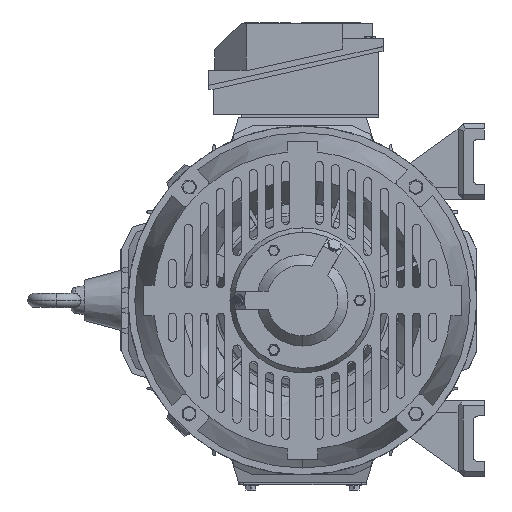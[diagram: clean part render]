
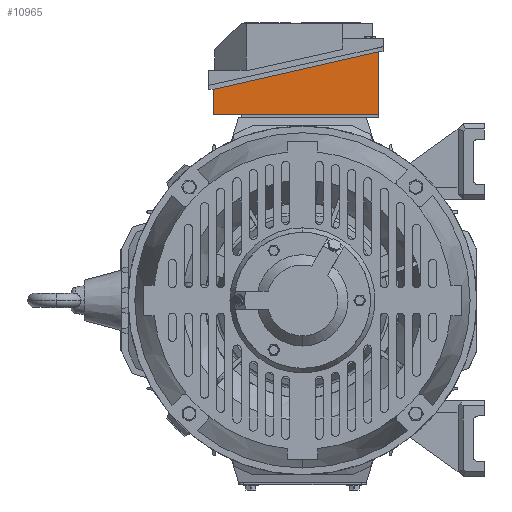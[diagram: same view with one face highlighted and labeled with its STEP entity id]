
A CAD part, left-side view. The second image highlights one B-rep face of the part: STEP entity #10965.
In plain terms, the highlighted face is planar.
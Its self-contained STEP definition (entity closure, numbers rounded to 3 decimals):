
#10699 = VERTEX_POINT ( 'NONE', #66839 ) ;
#10708 = VERTEX_POINT ( 'NONE', #66813 ) ;
#10719 = VERTEX_POINT ( 'NONE', #66914 ) ;
#10742 = EDGE_CURVE ( 'NONE', #10699, #10708, #66965, .T. ) ;
#10792 = VERTEX_POINT ( 'NONE', #67056 ) ;
#10797 = EDGE_CURVE ( 'NONE', #10792, #10719, #67148, .T. ) ;
#10965 = ADVANCED_FACE ( 'NONE', ( #67695 ), #67694, .F. ) ;
#11040 = EDGE_CURVE ( 'NONE', #10708, #10719, #67825, .T. ) ;
#11067 = ORIENTED_EDGE ( 'NONE', *, *, #10797, .F. ) ;
#11069 = ORIENTED_EDGE ( 'NONE', *, *, #11070, .T. ) ;
#11070 = EDGE_CURVE ( 'NONE', #10792, #10699, #67888, .T. ) ;
#11073 = ORIENTED_EDGE ( 'NONE', *, *, #10742, .T. ) ;
#11075 = ORIENTED_EDGE ( 'NONE', *, *, #11040, .T. ) ;
#27182 = EDGE_LOOP ( 'NONE', ( #11067, #11069, #11073, #11075 ) ) ;
#66813 = CARTESIAN_POINT ( 'NONE',  ( -95.5, -78.5, 3. ) ) ;
#66839 = CARTESIAN_POINT ( 'NONE',  ( -95.5, -78.5, 27.998 ) ) ;
#66914 = CARTESIAN_POINT ( 'NONE',  ( 67.5, -78.5, 3. ) ) ;
#66962 = DIRECTION ( 'NONE',  ( 0., 0., -1. ) ) ;
#66963 = VECTOR ( 'NONE', #66962, 1000. ) ;
#66964 = CARTESIAN_POINT ( 'NONE',  ( -95.5, -78.5, 70. ) ) ;
#66965 = LINE ( 'NONE', #66964, #66963 ) ;
#67056 = CARTESIAN_POINT ( 'NONE',  ( 67.5, -78.5, 65.13 ) ) ;
#67143 = DIRECTION ( 'NONE',  ( 0., 0., -1. ) ) ;
#67144 = VECTOR ( 'NONE', #67143, 1000. ) ;
#67146 = CARTESIAN_POINT ( 'NONE',  ( 67.5, -78.5, 70. ) ) ;
#67148 = LINE ( 'NONE', #67146, #67144 ) ;
#67690 = DIRECTION ( 'NONE',  ( -1., 0., 0. ) ) ;
#67691 = DIRECTION ( 'NONE',  ( 0., 1., 0. ) ) ;
#67692 = CARTESIAN_POINT ( 'NONE',  ( 67.5, -78.5, 70. ) ) ;
#67693 = AXIS2_PLACEMENT_3D ( 'NONE', #67692, #67691, #67690 ) ;
#67694 = PLANE ( 'NONE',  #67693 ) ;
#67695 = FACE_OUTER_BOUND ( 'NONE', #27182, .T. ) ;
#67822 = DIRECTION ( 'NONE',  ( 1., 0., 0. ) ) ;
#67823 = VECTOR ( 'NONE', #67822, 1000. ) ;
#67824 = CARTESIAN_POINT ( 'NONE',  ( 67.5, -78.5, 3. ) ) ;
#67825 = LINE ( 'NONE', #67824, #67823 ) ;
#67885 = DIRECTION ( 'NONE',  ( -0.975, 0., -0.222 ) ) ;
#67886 = VECTOR ( 'NONE', #67885, 1000. ) ;
#67887 = CARTESIAN_POINT ( 'NONE',  ( 67.5, -78.5, 65.13 ) ) ;
#67888 = LINE ( 'NONE', #67887, #67886 ) ;
